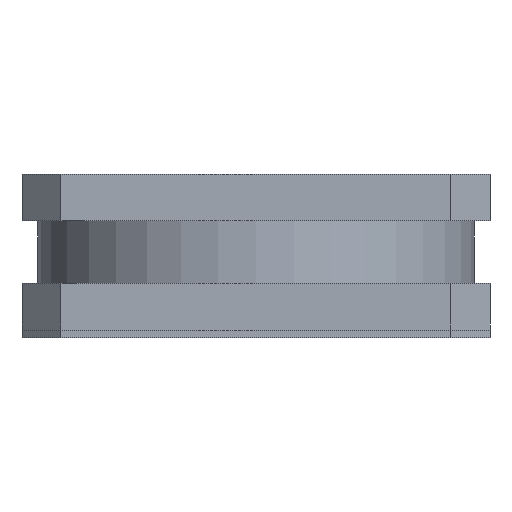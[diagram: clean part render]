
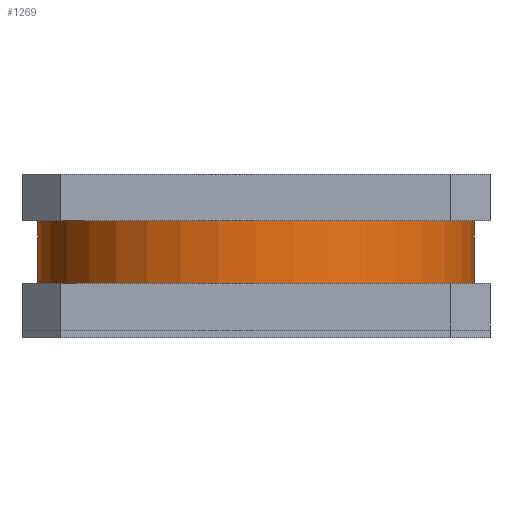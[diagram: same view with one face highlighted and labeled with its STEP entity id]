
A CAD part, front view. The second image highlights one B-rep face of the part: STEP entity #1269.
In plain terms, the highlighted cylindrical face has radius 2.8 mm (diameter 5.6 mm), a full revolution.
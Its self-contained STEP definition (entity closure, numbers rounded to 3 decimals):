
#99 = PLANE('',#100);
#100 = AXIS2_PLACEMENT_3D('',#101,#102,#103);
#101 = CARTESIAN_POINT('',(0.,0.,0.6));
#102 = DIRECTION('',(0.,0.,1.));
#103 = DIRECTION('',(1.,0.,0.));
#551 = EDGE_CURVE('',#552,#552,#554,.T.);
#552 = VERTEX_POINT('',#553);
#553 = CARTESIAN_POINT('',(2.8,0.,0.6));
#554 = SURFACE_CURVE('',#555,(#560,#567),.PCURVE_S1.);
#555 = CIRCLE('',#556,2.8);
#556 = AXIS2_PLACEMENT_3D('',#557,#558,#559);
#557 = CARTESIAN_POINT('',(0.,0.,0.6));
#558 = DIRECTION('',(0.,0.,1.));
#559 = DIRECTION('',(1.,0.,0.));
#560 = PCURVE('',#99,#561);
#561 = DEFINITIONAL_REPRESENTATION('',(#562),#566);
#562 = CIRCLE('',#563,2.8);
#563 = AXIS2_PLACEMENT_2D('',#564,#565);
#564 = CARTESIAN_POINT('',(0.,0.));
#565 = DIRECTION('',(1.,0.));
#566 = ( GEOMETRIC_REPRESENTATION_CONTEXT(2) 
PARAMETRIC_REPRESENTATION_CONTEXT() REPRESENTATION_CONTEXT('2D SPACE',''
  ) );
#567 = PCURVE('',#568,#573);
#568 = CYLINDRICAL_SURFACE('',#569,2.8);
#569 = AXIS2_PLACEMENT_3D('',#570,#571,#572);
#570 = CARTESIAN_POINT('',(0.,0.,0.6));
#571 = DIRECTION('',(0.,0.,1.));
#572 = DIRECTION('',(1.,0.,0.));
#573 = DEFINITIONAL_REPRESENTATION('',(#574),#578);
#574 = LINE('',#575,#576);
#575 = CARTESIAN_POINT('',(0.,0.));
#576 = VECTOR('',#577,1.);
#577 = DIRECTION('',(1.,0.));
#578 = ( GEOMETRIC_REPRESENTATION_CONTEXT(2) 
PARAMETRIC_REPRESENTATION_CONTEXT() REPRESENTATION_CONTEXT('2D SPACE',''
  ) );
#1269 = ADVANCED_FACE('',(#1270),#568,.T.);
#1270 = FACE_BOUND('',#1271,.T.);
#1271 = EDGE_LOOP('',(#1272,#1273,#1296,#1327));
#1272 = ORIENTED_EDGE('',*,*,#551,.T.);
#1273 = ORIENTED_EDGE('',*,*,#1274,.T.);
#1274 = EDGE_CURVE('',#552,#1275,#1277,.T.);
#1275 = VERTEX_POINT('',#1276);
#1276 = CARTESIAN_POINT('',(2.8,0.,1.4));
#1277 = SEAM_CURVE('',#1278,(#1282,#1289),.PCURVE_S1.);
#1278 = LINE('',#1279,#1280);
#1279 = CARTESIAN_POINT('',(2.8,0.,0.6));
#1280 = VECTOR('',#1281,1.);
#1281 = DIRECTION('',(0.,0.,1.));
#1282 = PCURVE('',#568,#1283);
#1283 = DEFINITIONAL_REPRESENTATION('',(#1284),#1288);
#1284 = LINE('',#1285,#1286);
#1285 = CARTESIAN_POINT('',(0.,0.));
#1286 = VECTOR('',#1287,1.);
#1287 = DIRECTION('',(0.,1.));
#1288 = ( GEOMETRIC_REPRESENTATION_CONTEXT(2) 
PARAMETRIC_REPRESENTATION_CONTEXT() REPRESENTATION_CONTEXT('2D SPACE',''
  ) );
#1289 = PCURVE('',#568,#1290);
#1290 = DEFINITIONAL_REPRESENTATION('',(#1291),#1295);
#1291 = LINE('',#1292,#1293);
#1292 = CARTESIAN_POINT('',(6.283,0.));
#1293 = VECTOR('',#1294,1.);
#1294 = DIRECTION('',(0.,1.));
#1295 = ( GEOMETRIC_REPRESENTATION_CONTEXT(2) 
PARAMETRIC_REPRESENTATION_CONTEXT() REPRESENTATION_CONTEXT('2D SPACE',''
  ) );
#1296 = ORIENTED_EDGE('',*,*,#1297,.F.);
#1297 = EDGE_CURVE('',#1275,#1275,#1298,.T.);
#1298 = SURFACE_CURVE('',#1299,(#1304,#1311),.PCURVE_S1.);
#1299 = CIRCLE('',#1300,2.8);
#1300 = AXIS2_PLACEMENT_3D('',#1301,#1302,#1303);
#1301 = CARTESIAN_POINT('',(0.,0.,1.4)
  );
#1302 = DIRECTION('',(0.,0.,1.));
#1303 = DIRECTION('',(1.,0.,0.));
#1304 = PCURVE('',#568,#1305);
#1305 = DEFINITIONAL_REPRESENTATION('',(#1306),#1310);
#1306 = LINE('',#1307,#1308);
#1307 = CARTESIAN_POINT('',(0.,0.8));
#1308 = VECTOR('',#1309,1.);
#1309 = DIRECTION('',(1.,0.));
#1310 = ( GEOMETRIC_REPRESENTATION_CONTEXT(2) 
PARAMETRIC_REPRESENTATION_CONTEXT() REPRESENTATION_CONTEXT('2D SPACE',''
  ) );
#1311 = PCURVE('',#1312,#1317);
#1312 = PLANE('',#1313);
#1313 = AXIS2_PLACEMENT_3D('',#1314,#1315,#1316);
#1314 = CARTESIAN_POINT('',(0.,0.,1.4)
  );
#1315 = DIRECTION('',(0.,0.,-1.));
#1316 = DIRECTION('',(-1.,0.,0.));
#1317 = DEFINITIONAL_REPRESENTATION('',(#1318),#1326);
#1318 = ( BOUNDED_CURVE() B_SPLINE_CURVE(2,(#1319,#1320,#1321,#1322,
#1323,#1324,#1325),.UNSPECIFIED.,.T.,.F.) B_SPLINE_CURVE_WITH_KNOTS((1,2
    ,2,2,2,1),(-2.094,0.,2.094,4.189,
6.283,8.378),.UNSPECIFIED.) CURVE() 
GEOMETRIC_REPRESENTATION_ITEM() RATIONAL_B_SPLINE_CURVE((1.,0.5,1.,0.5,
1.,0.5,1.)) REPRESENTATION_ITEM('') );
#1319 = CARTESIAN_POINT('',(-2.8,0.));
#1320 = CARTESIAN_POINT('',(-2.8,4.85));
#1321 = CARTESIAN_POINT('',(1.4,2.425));
#1322 = CARTESIAN_POINT('',(5.6,0.));
#1323 = CARTESIAN_POINT('',(1.4,-2.425));
#1324 = CARTESIAN_POINT('',(-2.8,-4.85));
#1325 = CARTESIAN_POINT('',(-2.8,0.));
#1326 = ( GEOMETRIC_REPRESENTATION_CONTEXT(2) 
PARAMETRIC_REPRESENTATION_CONTEXT() REPRESENTATION_CONTEXT('2D SPACE',''
  ) );
#1327 = ORIENTED_EDGE('',*,*,#1274,.F.);
